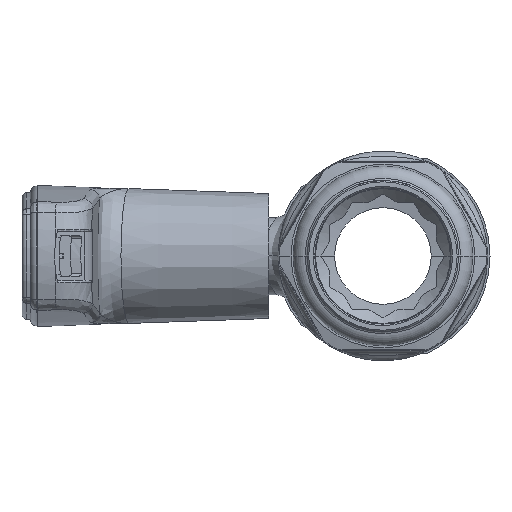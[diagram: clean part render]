
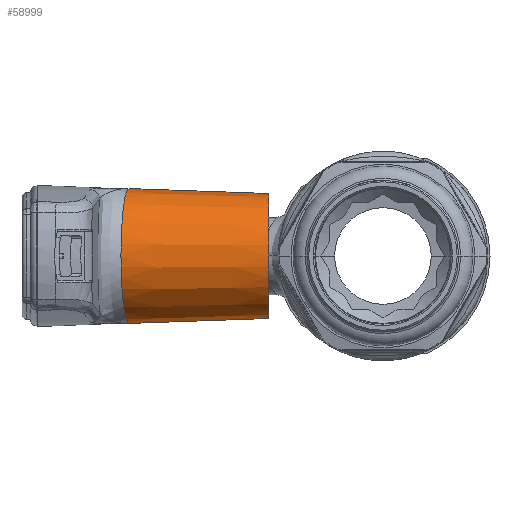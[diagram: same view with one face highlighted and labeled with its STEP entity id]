
A CAD part, left-side view. The second image highlights one B-rep face of the part: STEP entity #58999.
In plain terms, the highlighted conical face has half-angle 2 degrees and reference radius 13.462 mm.
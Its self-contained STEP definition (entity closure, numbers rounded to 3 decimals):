
#38694=CARTESIAN_POINT('',(0.,23.6,0.));
#38695=DIRECTION('',(0.,-1.,0.));
#38696=DIRECTION('',(0.,0.,1.));
#38697=AXIS2_PLACEMENT_3D('',#38694,#38695,#38696);
#38740=DIRECTION('',(0.,-0.999,-0.035));
#38741=VECTOR('',#38740,28.935);
#38742=CARTESIAN_POINT('',(0.,52.517,
13.938));
#38743=LINE('',#38742,#38741);
#38744=DIRECTION('',(0.,-0.999,0.035));
#38745=VECTOR('',#38744,28.935);
#38746=CARTESIAN_POINT('',(0.,52.517,
-13.938));
#38747=LINE('',#38746,#38745);
#38765=CARTESIAN_POINT('',(0.,52.517,
13.938));
#38766=CARTESIAN_POINT('',(-0.507,52.578,
13.94));
#38767=CARTESIAN_POINT('',(-1.521,52.698,
13.889));
#38768=CARTESIAN_POINT('',(-3.024,52.877,
13.647));
#38769=CARTESIAN_POINT('',(-4.491,53.051,
13.244));
#38770=CARTESIAN_POINT('',(-5.905,53.219,
12.683));
#38771=CARTESIAN_POINT('',(-7.249,53.378,
11.972));
#38772=CARTESIAN_POINT('',(-8.506,53.528,
11.121));
#38773=CARTESIAN_POINT('',(-9.663,53.665,
10.139));
#38774=CARTESIAN_POINT('',(-10.705,53.789,
9.038));
#38775=CARTESIAN_POINT('',(-11.621,53.897,
7.832));
#38776=CARTESIAN_POINT('',(-12.4,53.99,
6.535));
#38777=CARTESIAN_POINT('',(-13.034,54.065,
5.163));
#38778=CARTESIAN_POINT('',(-13.516,54.122,
3.731));
#38779=CARTESIAN_POINT('',(-13.84,54.161,
2.256));
#38780=CARTESIAN_POINT('',(-14.003,54.18,
0.755));
#38781=CARTESIAN_POINT('',(-14.003,54.18,
-0.755));
#38782=CARTESIAN_POINT('',(-13.84,54.161,
-2.256));
#38783=CARTESIAN_POINT('',(-13.516,54.122,
-3.731));
#38784=CARTESIAN_POINT('',(-13.034,54.065,
-5.163));
#38785=CARTESIAN_POINT('',(-12.4,53.99,
-6.535));
#38786=CARTESIAN_POINT('',(-11.621,53.897,
-7.832));
#38787=CARTESIAN_POINT('',(-10.705,53.789,
-9.038));
#38788=CARTESIAN_POINT('',(-9.663,53.665,
-10.139));
#38789=CARTESIAN_POINT('',(-8.506,53.528,
-11.121));
#38790=CARTESIAN_POINT('',(-7.249,53.378,
-11.972));
#38791=CARTESIAN_POINT('',(-5.905,53.219,
-12.683));
#38792=CARTESIAN_POINT('',(-4.491,53.051,
-13.244));
#38793=CARTESIAN_POINT('',(-3.024,52.877,
-13.647));
#38794=CARTESIAN_POINT('',(-1.521,52.698,
-13.889));
#38795=CARTESIAN_POINT('',(-0.507,52.578,
-13.94));
#38796=CARTESIAN_POINT('',(0.,52.517,
-13.938));
#39203=CARTESIAN_POINT('',(0.,52.517,
13.938));
#39234=CARTESIAN_POINT('',(0.,52.517,
-13.938));
#51627=CARTESIAN_POINT('',(0.,23.6,12.928));
#51628=CARTESIAN_POINT('',(0.,23.6,-12.928));
#51629=VERTEX_POINT('',#51627);
#51630=VERTEX_POINT('',#51628);
#51631=VERTEX_POINT('',#39203);
#51632=VERTEX_POINT('',#39234);
#58985=CARTESIAN_POINT('',(0.,38.89,0.));
#58986=DIRECTION('',(0.,1.,0.));
#58987=DIRECTION('',(0.,0.,-1.));
#58988=AXIS2_PLACEMENT_3D('',#58985,#58986,#58987);
#58989=CONICAL_SURFACE('',#58988,13.462,2.);
#58991=ORIENTED_EDGE('',*,*,#58990,.F.);
#58993=ORIENTED_EDGE('',*,*,#58992,.T.);
#58994=ORIENTED_EDGE('',*,*,#58968,.T.);
#58996=ORIENTED_EDGE('',*,*,#58995,.F.);
#58997=EDGE_LOOP('',(#58991,#58993,#58994,#58996));
#58998=FACE_OUTER_BOUND('',#58997,.F.);
#58999=ADVANCED_FACE('',(#58998),#58989,.T.);
#38698=CIRCLE('',#38697,12.928);
#38797=B_SPLINE_CURVE_WITH_KNOTS('',3,(#38765,#38766,#38767,#38768,#38769,
#38770,#38771,#38772,#38773,#38774,#38775,#38776,#38777,#38778,#38779,#38780,
#38781,#38782,#38783,#38784,#38785,#38786,#38787,#38788,#38789,#38790,#38791,
#38792,#38793,#38794,#38795,#38796),.UNSPECIFIED.,.F.,.F.,(4,1,1,1,1,1,1,1,1,1,
1,1,1,1,1,1,1,1,1,1,1,1,1,1,1,1,1,1,1,4),(0.,0.034,
0.069,0.103,0.138,0.172,
0.207,0.241,0.276,0.31,
0.345,0.379,0.414,0.448,
0.483,0.517,0.552,0.586,
0.621,0.655,0.69,0.724,
0.759,0.793,0.828,0.862,
0.897,0.931,0.966,1.),.UNSPECIFIED.);
#58968=EDGE_CURVE('',#51629,#51630,#38698,.T.);
#58990=EDGE_CURVE('',#51631,#51632,#38797,.T.);
#58992=EDGE_CURVE('',#51631,#51629,#38743,.T.);
#58995=EDGE_CURVE('',#51632,#51630,#38747,.T.);
